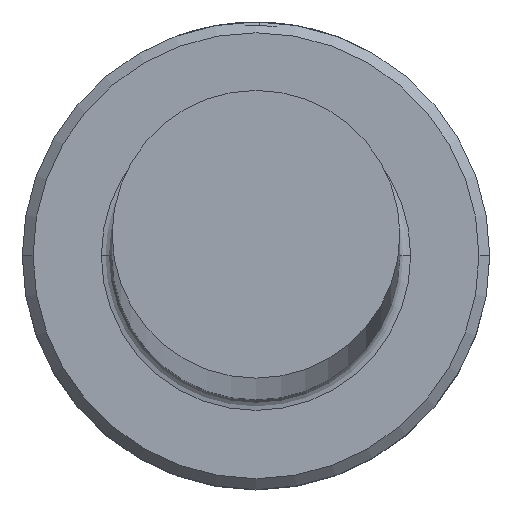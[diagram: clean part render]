
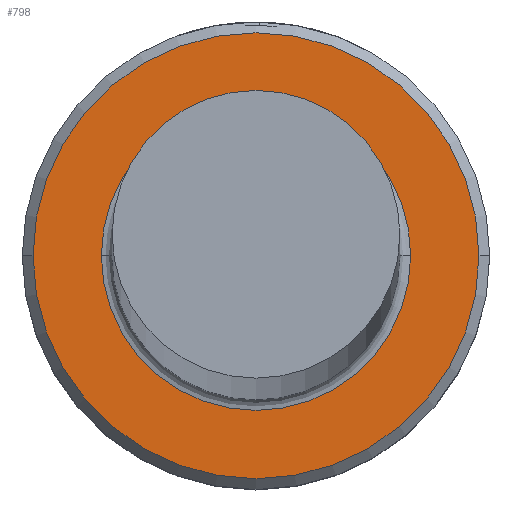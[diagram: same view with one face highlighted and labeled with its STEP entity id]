
A CAD part, top view. The second image highlights one B-rep face of the part: STEP entity #798.
In plain terms, the highlighted planar face has unit normal (0, 0, 1).
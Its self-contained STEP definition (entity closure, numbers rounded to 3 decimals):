
#18 = VERTEX_POINT ( 'NONE', #531 ) ;
#33 = DIRECTION ( 'NONE',  ( 0., 0., 1. ) ) ;
#76 = EDGE_LOOP ( 'NONE', ( #479, #1167 ) ) ;
#83 = AXIS2_PLACEMENT_3D ( 'NONE', #957, #413, #1047 ) ;
#88 = ORIENTED_EDGE ( 'NONE', *, *, #871, .T. ) ;
#91 = CARTESIAN_POINT ( 'NONE',  ( 0., 0., 8. ) ) ;
#153 = FACE_OUTER_BOUND ( 'NONE', #266, .T. ) ;
#190 = DIRECTION ( 'NONE',  ( -1., 0., 0. ) ) ;
#206 = DIRECTION ( 'NONE',  ( 1., 0., 0. ) ) ;
#234 = CARTESIAN_POINT ( 'NONE',  ( 6.2, 0., 8. ) ) ;
#266 = EDGE_LOOP ( 'NONE', ( #88, #894 ) ) ;
#325 = CIRCLE ( 'NONE', #922, 4.3 ) ;
#328 = CARTESIAN_POINT ( 'NONE',  ( 0., 0., 8. ) ) ;
#336 = CARTESIAN_POINT ( 'NONE',  ( 0., 0., 8. ) ) ;
#361 = CIRCLE ( 'NONE', #572, 6.2 ) ;
#413 = DIRECTION ( 'NONE',  ( 0., 0., 1. ) ) ;
#434 = DIRECTION ( 'NONE',  ( -1., 0., 0. ) ) ;
#441 = DIRECTION ( 'NONE',  ( 0., 0., 1. ) ) ;
#479 = ORIENTED_EDGE ( 'NONE', *, *, #1170, .T. ) ;
#515 = AXIS2_PLACEMENT_3D ( 'NONE', #328, #33, #696 ) ;
#531 = CARTESIAN_POINT ( 'NONE',  ( -4.3, 0., 8. ) ) ;
#545 = FACE_BOUND ( 'NONE', #76, .T. ) ;
#572 = AXIS2_PLACEMENT_3D ( 'NONE', #980, #441, #206 ) ;
#576 = VERTEX_POINT ( 'NONE', #1014 ) ;
#611 = PLANE ( 'NONE',  #515 ) ;
#650 = AXIS2_PLACEMENT_3D ( 'NONE', #91, #748, #190 ) ;
#696 = DIRECTION ( 'NONE',  ( 1., 0., 0. ) ) ;
#748 = DIRECTION ( 'NONE',  ( 0., 0., -1. ) ) ;
#798 = ADVANCED_FACE ( 'NONE', ( #153, #545 ), #611, .T. ) ;
#806 = VERTEX_POINT ( 'NONE', #234 ) ;
#871 = EDGE_CURVE ( 'NONE', #576, #806, #361, .T. ) ;
#894 = ORIENTED_EDGE ( 'NONE', *, *, #1095, .T. ) ;
#922 = AXIS2_PLACEMENT_3D ( 'NONE', #336, #976, #434 ) ;
#957 = CARTESIAN_POINT ( 'NONE',  ( 0., 0., 8. ) ) ;
#976 = DIRECTION ( 'NONE',  ( 0., 0., -1. ) ) ;
#978 = EDGE_CURVE ( 'NONE', #1165, #18, #325, .T. ) ;
#980 = CARTESIAN_POINT ( 'NONE',  ( 0., 0., 8. ) ) ;
#1014 = CARTESIAN_POINT ( 'NONE',  ( -6.2, 0., 8. ) ) ;
#1023 = CIRCLE ( 'NONE', #83, 6.2 ) ;
#1047 = DIRECTION ( 'NONE',  ( 1., 0., 0. ) ) ;
#1095 = EDGE_CURVE ( 'NONE', #806, #576, #1023, .T. ) ;
#1111 = CIRCLE ( 'NONE', #650, 4.3 ) ;
#1165 = VERTEX_POINT ( 'NONE', #1183 ) ;
#1167 = ORIENTED_EDGE ( 'NONE', *, *, #978, .T. ) ;
#1170 = EDGE_CURVE ( 'NONE', #18, #1165, #1111, .T. ) ;
#1183 = CARTESIAN_POINT ( 'NONE',  ( 4.3, 0., 8. ) ) ;
